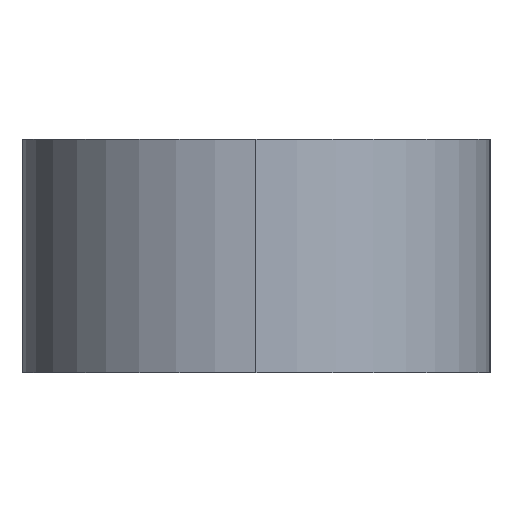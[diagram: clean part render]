
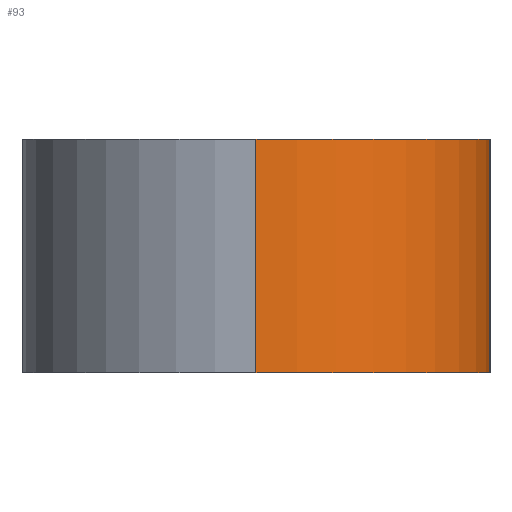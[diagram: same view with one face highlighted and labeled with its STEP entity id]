
A CAD part, left-side view. The second image highlights one B-rep face of the part: STEP entity #93.
In plain terms, the highlighted cylindrical face has radius 6.35 mm (diameter 12.7 mm), a partial arc.
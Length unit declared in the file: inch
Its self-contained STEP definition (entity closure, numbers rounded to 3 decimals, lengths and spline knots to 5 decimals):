
#4 = DIRECTION ( 'NONE',  ( 0., 0., -1. ) ) ;
#5 = CARTESIAN_POINT ( 'NONE',  ( -0.25, 0., 0. ) ) ;
#26 = DIRECTION ( 'NONE',  ( 0., 0., -1. ) ) ;
#27 = DIRECTION ( 'NONE',  ( -1., 0., 0. ) ) ;
#33 = FACE_OUTER_BOUND ( 'NONE', #317, .T. ) ;
#54 = VERTEX_POINT ( 'NONE', #185 ) ;
#58 = CARTESIAN_POINT ( 'NONE',  ( -0.25, 0., 0.25 ) ) ;
#93 = ADVANCED_FACE ( 'NONE', ( #33 ), #264, .T. ) ;
#95 = EDGE_CURVE ( 'NONE', #97, #331, #289, .T. ) ;
#97 = VERTEX_POINT ( 'NONE', #358 ) ;
#100 = DIRECTION ( 'NONE',  ( 1., 0., 0. ) ) ;
#114 = VECTOR ( 'NONE', #4, 39.37008 ) ;
#116 = AXIS2_PLACEMENT_3D ( 'NONE', #394, #26, #27 ) ;
#137 = DIRECTION ( 'NONE',  ( 0., 0., 1. ) ) ;
#150 = VERTEX_POINT ( 'NONE', #391 ) ;
#156 = ORIENTED_EDGE ( 'NONE', *, *, #286, .F. ) ;
#169 = ORIENTED_EDGE ( 'NONE', *, *, #251, .F. ) ;
#185 = CARTESIAN_POINT ( 'NONE',  ( 0., -0.25, 0. ) ) ;
#192 = ORIENTED_EDGE ( 'NONE', *, *, #346, .T. ) ;
#200 = CIRCLE ( 'NONE', #377, 0.25 ) ;
#207 = VECTOR ( 'NONE', #361, 39.37008 ) ;
#221 = AXIS2_PLACEMENT_3D ( 'NONE', #255, #288, #100 ) ;
#239 = LINE ( 'NONE', #333, #114 ) ;
#251 = EDGE_CURVE ( 'NONE', #97, #150, #200, .T. ) ;
#255 = CARTESIAN_POINT ( 'NONE',  ( 0., 0., 0. ) ) ;
#264 = CYLINDRICAL_SURFACE ( 'NONE', #116, 0.25 ) ;
#286 = EDGE_CURVE ( 'NONE', #150, #54, #239, .T. ) ;
#288 = DIRECTION ( 'NONE',  ( 0., 0., 1. ) ) ;
#289 = LINE ( 'NONE', #58, #207 ) ;
#292 = CIRCLE ( 'NONE', #221, 0.25 ) ;
#317 = EDGE_LOOP ( 'NONE', ( #169, #374, #192, #156 ) ) ;
#328 = DIRECTION ( 'NONE',  ( 1., 0., 0. ) ) ;
#330 = CARTESIAN_POINT ( 'NONE',  ( 0., 0., 0.25 ) ) ;
#331 = VERTEX_POINT ( 'NONE', #5 ) ;
#333 = CARTESIAN_POINT ( 'NONE',  ( 0., -0.25, 0.25 ) ) ;
#346 = EDGE_CURVE ( 'NONE', #331, #54, #292, .T. ) ;
#358 = CARTESIAN_POINT ( 'NONE',  ( -0.25, 0., 0.25 ) ) ;
#361 = DIRECTION ( 'NONE',  ( 0., 0., -1. ) ) ;
#374 = ORIENTED_EDGE ( 'NONE', *, *, #95, .T. ) ;
#377 = AXIS2_PLACEMENT_3D ( 'NONE', #330, #137, #328 ) ;
#391 = CARTESIAN_POINT ( 'NONE',  ( 0., -0.25, 0.25 ) ) ;
#394 = CARTESIAN_POINT ( 'NONE',  ( 0., 0., 0.25 ) ) ;
